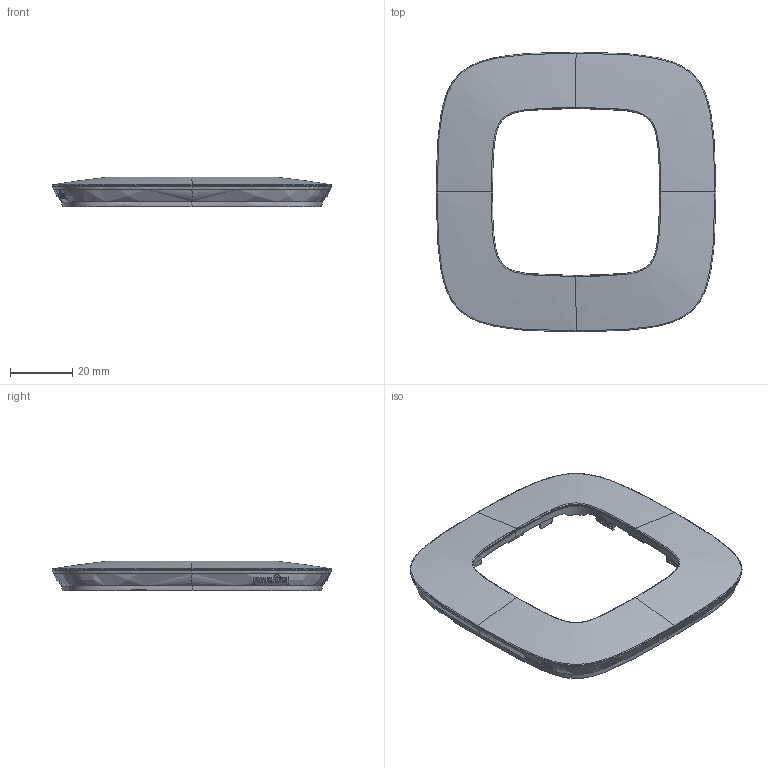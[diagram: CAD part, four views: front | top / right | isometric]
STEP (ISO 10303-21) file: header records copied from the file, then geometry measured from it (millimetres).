
FILE_DESCRIPTION(('CATIA V5 STEP Exchange','CAx-IF Rec.Pracs.--- Model Styling and Organization---1.4--- 2014-01-23'),'2;1');
FILE_NAME('754301_AllCATPart.stp','2020-02-13T11:02:16+00:00',('none'),('none'),'CATIA Version 5-6 Release 2017 SP3','CATIA V5 STEP AP214','none');
FILE_SCHEMA(('AUTOMOTIVE_DESIGN { 1 0 10303 214 1 1 1 1 }'));
Products named in the file (1): 754301_AllCATPart
Bounding box: 89.76 x 89.76 x 9.46 mm (x, y, z)
Volume: 16080.1 mm3; surface area: 23286.5 mm2
Topology: 1 solids, 1 shells, 2436 faces, 6631 edges, 4261 vertices
Faces by surface type: plane 1280, cylinder 454, bspline 381, extrusion 209, cone 72, sphere 32, torus 8
Entity records: 123391 total; most frequent: CARTESIAN_POINT 72050, ORIENTED_EDGE 13198, EDGE_CURVE 6599, DIRECTION 5759, VERTEX_POINT 4261, B_SPLINE_CURVE_WITH_KNOTS 4072, EDGE_LOOP 2568, VECTOR 2552
